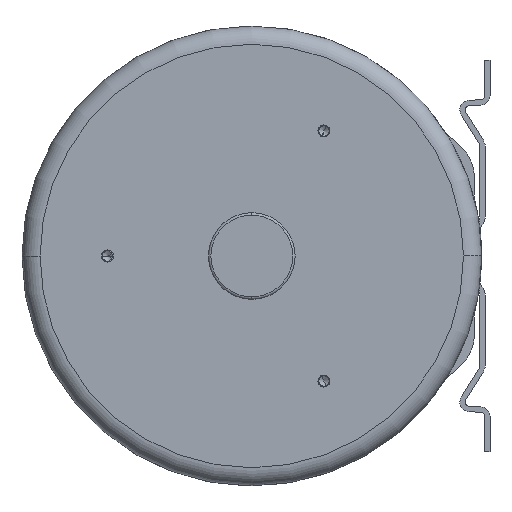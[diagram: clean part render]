
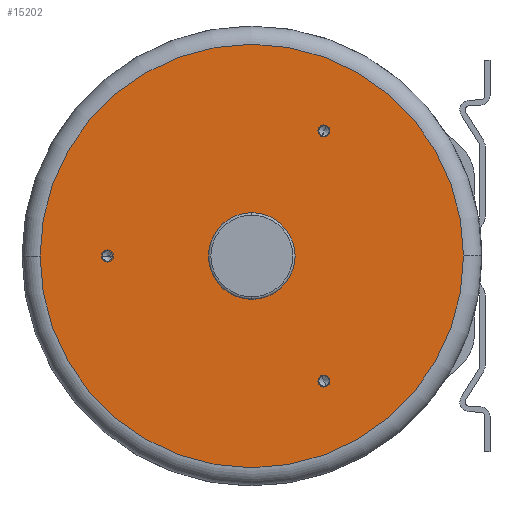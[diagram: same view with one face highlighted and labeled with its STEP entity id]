
A CAD part, left-side view. The second image highlights one B-rep face of the part: STEP entity #15202.
In plain terms, the highlighted planar face has unit normal (-1, 0, 0).
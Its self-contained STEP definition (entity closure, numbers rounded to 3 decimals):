
#315=CARTESIAN_POINT('',(-105.,0.,0.));
#316=DIRECTION('',(-1.,0.,0.));
#317=DIRECTION('',(0.,0.,1.));
#318=AXIS2_PLACEMENT_3D('',#315,#316,#317);
#320=CARTESIAN_POINT('',(-105.,0.,0.));
#321=DIRECTION('',(-1.,0.,0.));
#322=DIRECTION('',(0.,0.,-1.));
#323=AXIS2_PLACEMENT_3D('',#320,#321,#322);
#325=CARTESIAN_POINT('',(-105.,120.,0.));
#326=DIRECTION('',(-1.,0.,0.));
#327=DIRECTION('',(0.,1.,0.));
#328=AXIS2_PLACEMENT_3D('',#325,#326,#327);
#330=CARTESIAN_POINT('',(-105.,120.,0.));
#331=DIRECTION('',(-1.,0.,0.));
#332=DIRECTION('',(0.,-1.,0.));
#333=AXIS2_PLACEMENT_3D('',#330,#331,#332);
#335=CARTESIAN_POINT('',(-105.,-60.,103.923));
#336=DIRECTION('',(-1.,0.,0.));
#337=DIRECTION('',(0.,-0.5,0.866));
#338=AXIS2_PLACEMENT_3D('',#335,#336,#337);
#340=CARTESIAN_POINT('',(-105.,-60.,103.923));
#341=DIRECTION('',(-1.,0.,0.));
#342=DIRECTION('',(0.,0.5,-0.866));
#343=AXIS2_PLACEMENT_3D('',#340,#341,#342);
#345=CARTESIAN_POINT('',(-105.,-60.,-103.923));
#346=DIRECTION('',(-1.,0.,0.));
#347=DIRECTION('',(0.,-0.5,-0.866));
#348=AXIS2_PLACEMENT_3D('',#345,#346,#347);
#350=CARTESIAN_POINT('',(-105.,-60.,-103.923));
#351=DIRECTION('',(-1.,0.,0.));
#352=DIRECTION('',(0.,0.5,0.866));
#353=AXIS2_PLACEMENT_3D('',#350,#351,#352);
#355=CARTESIAN_POINT('',(-105.,0.,0.));
#356=DIRECTION('',(-1.,0.,0.));
#357=DIRECTION('',(0.,1.,0.));
#358=AXIS2_PLACEMENT_3D('',#355,#356,#357);
#360=CARTESIAN_POINT('',(-105.,0.,0.));
#361=DIRECTION('',(-1.,0.,0.));
#362=DIRECTION('',(0.,-1.,0.));
#363=AXIS2_PLACEMENT_3D('',#360,#361,#362);
#12936=CARTESIAN_POINT('',(-105.,124.25,0.));
#12937=CARTESIAN_POINT('',(-105.,115.75,0.));
#12938=VERTEX_POINT('',#12936);
#12939=VERTEX_POINT('',#12937);
#12946=CARTESIAN_POINT('',(-105.,-62.125,107.604));
#12947=CARTESIAN_POINT('',(-105.,-57.875,100.242));
#12948=VERTEX_POINT('',#12946);
#12949=VERTEX_POINT('',#12947);
#12956=CARTESIAN_POINT('',(-105.,-62.125,-107.604));
#12957=CARTESIAN_POINT('',(-105.,-57.875,-100.242));
#12958=VERTEX_POINT('',#12956);
#12959=VERTEX_POINT('',#12957);
#12970=CARTESIAN_POINT('',(-105.,0.,36.));
#12971=CARTESIAN_POINT('',(-105.,0.,-36.));
#12972=VERTEX_POINT('',#12970);
#12973=VERTEX_POINT('',#12971);
#13394=CARTESIAN_POINT('',(-105.,176.,0.));
#13395=CARTESIAN_POINT('',(-105.,-176.,0.));
#13396=VERTEX_POINT('',#13394);
#13397=VERTEX_POINT('',#13395);
#15167=CARTESIAN_POINT('',(-105.,0.,0.));
#15168=DIRECTION('',(1.,0.,0.));
#15169=DIRECTION('',(0.,-1.,0.));
#15170=AXIS2_PLACEMENT_3D('',#15167,#15168,#15169);
#15171=PLANE('',#15170);
#15173=ORIENTED_EDGE('',*,*,#15172,.F.);
#15175=ORIENTED_EDGE('',*,*,#15174,.F.);
#15176=EDGE_LOOP('',(#15173,#15175));
#15177=FACE_OUTER_BOUND('',#15176,.F.);
#15179=ORIENTED_EDGE('',*,*,#15178,.T.);
#15181=ORIENTED_EDGE('',*,*,#15180,.T.);
#15182=EDGE_LOOP('',(#15179,#15181));
#15183=FACE_BOUND('',#15182,.F.);
#15185=ORIENTED_EDGE('',*,*,#15184,.T.);
#15187=ORIENTED_EDGE('',*,*,#15186,.T.);
#15188=EDGE_LOOP('',(#15185,#15187));
#15189=FACE_BOUND('',#15188,.F.);
#15191=ORIENTED_EDGE('',*,*,#15190,.T.);
#15193=ORIENTED_EDGE('',*,*,#15192,.T.);
#15194=EDGE_LOOP('',(#15191,#15193));
#15195=FACE_BOUND('',#15194,.F.);
#15197=ORIENTED_EDGE('',*,*,#15196,.T.);
#15199=ORIENTED_EDGE('',*,*,#15198,.T.);
#15200=EDGE_LOOP('',(#15197,#15199));
#15201=FACE_BOUND('',#15200,.F.);
#15202=ADVANCED_FACE('',(#15177,#15183,#15189,#15195,#15201),#15171,.F.);
#319=CIRCLE('',#318,36.);
#324=CIRCLE('',#323,36.);
#329=CIRCLE('',#328,4.25);
#334=CIRCLE('',#333,4.25);
#339=CIRCLE('',#338,4.25);
#344=CIRCLE('',#343,4.25);
#349=CIRCLE('',#348,4.25);
#354=CIRCLE('',#353,4.25);
#359=CIRCLE('',#358,176.);
#364=CIRCLE('',#363,176.);
#15172=EDGE_CURVE('',#13396,#13397,#359,.T.);
#15174=EDGE_CURVE('',#13397,#13396,#364,.T.);
#15178=EDGE_CURVE('',#12972,#12973,#319,.T.);
#15180=EDGE_CURVE('',#12973,#12972,#324,.T.);
#15184=EDGE_CURVE('',#12938,#12939,#329,.T.);
#15186=EDGE_CURVE('',#12939,#12938,#334,.T.);
#15190=EDGE_CURVE('',#12948,#12949,#339,.T.);
#15192=EDGE_CURVE('',#12949,#12948,#344,.T.);
#15196=EDGE_CURVE('',#12958,#12959,#349,.T.);
#15198=EDGE_CURVE('',#12959,#12958,#354,.T.);
